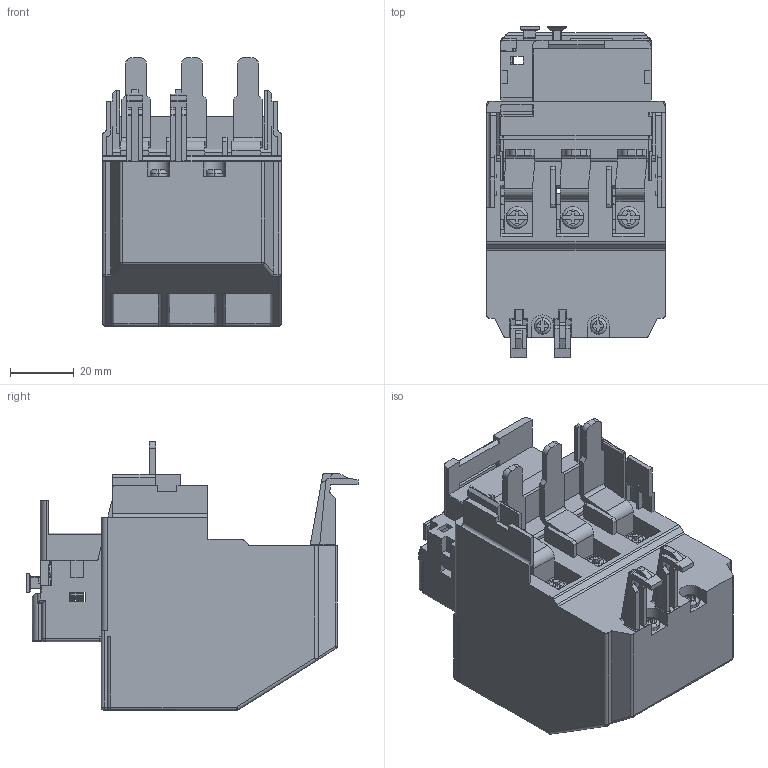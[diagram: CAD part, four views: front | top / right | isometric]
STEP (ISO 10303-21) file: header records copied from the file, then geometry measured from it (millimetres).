
FILE_DESCRIPTION((''),'2;1');
FILE_NAME('10005178066_SW0001','2019-10-14T13:25:04',('JSZagors'),('Rockwell Automation'),'CREO PARAMETRIC BY PTC INC, 2017380','CREO PARAMETRIC BY PTC INC, 2017380','');
FILE_SCHEMA(('CONFIG_CONTROL_DESIGN'));
Products named in the file (1): 10005178066_SW0001
Bounding box: 56 x 104 x 84.1 mm (x, y, z)
Volume: 114004.6 mm3; surface area: 85484 mm2
Topology: 6 solids, 8 shells, 2328 faces, 6633 edges, 4235 vertices
Faces by surface type: plane 1642, cylinder 567, cone 38, sphere 35, bspline 17, torus 16, extrusion 13
Entity records: 79341 total; most frequent: CARTESIAN_POINT 18408, ORIENTED_EDGE 13184, DIRECTION 12089, EDGE_CURVE 6592, VECTOR 5179, LINE 5166, VERTEX_POINT 4235, AXIS2_PLACEMENT_3D 3455
